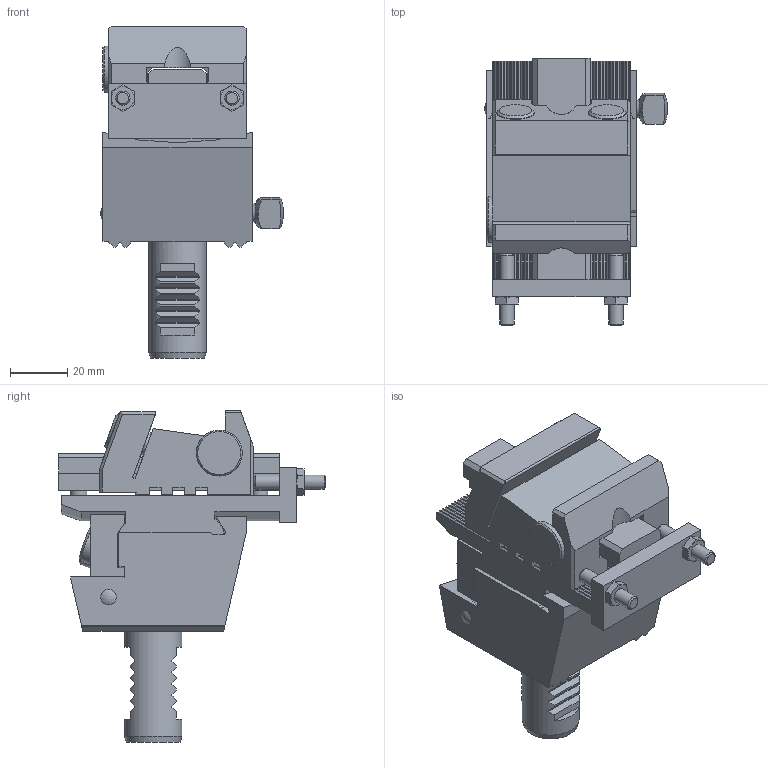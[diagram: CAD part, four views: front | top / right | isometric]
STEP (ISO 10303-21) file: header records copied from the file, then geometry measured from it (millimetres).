
FILE_DESCRIPTION(/* description */ (''),/* implementation_level */ '2;1');
FILE_NAME(/* name */ 'W1150032_stp.stp',/* time_stamp */ '2013-06-11T08:32:29+02:00',/* author */ (''),/* organization */ (''),/* preprocessor_version */ 'ST-DEVELOPER v11',/* originating_system */ 'SIEMENS PLM Software NX 7.5',/* authorisation */ '');
FILE_SCHEMA (('AUTOMOTIVE_DESIGN { 1 0 10303 214 1 1 1 1 }'));
Length unit declared in the file: millimetre
Products named in the file (1): furt9E527py5
Bounding box: 63.61 x 93 x 115.65 mm (x, y, z)
Volume: 209793.4 mm3; surface area: 47391.7 mm2
Topology: 1 solids, 1 shells, 697 faces, 2741 edges, 1697 vertices
Faces by surface type: plane 596, cylinder 53, cone 43, torus 4, sphere 1
Full cylindrical faces by diameter (mm): 5 x4, 6 x2, 8 x5, 13 x2, 16 x1, 20 x1
Entity records: 28743 total; most frequent: CARTESIAN_POINT 5837, ORIENTED_EDGE 5386, DIRECTION 4233, EDGE_CURVE 2693, LINE 2349, VECTOR 2349, VERTEX_POINT 1678, AXIS2_PLACEMENT_3D 942
